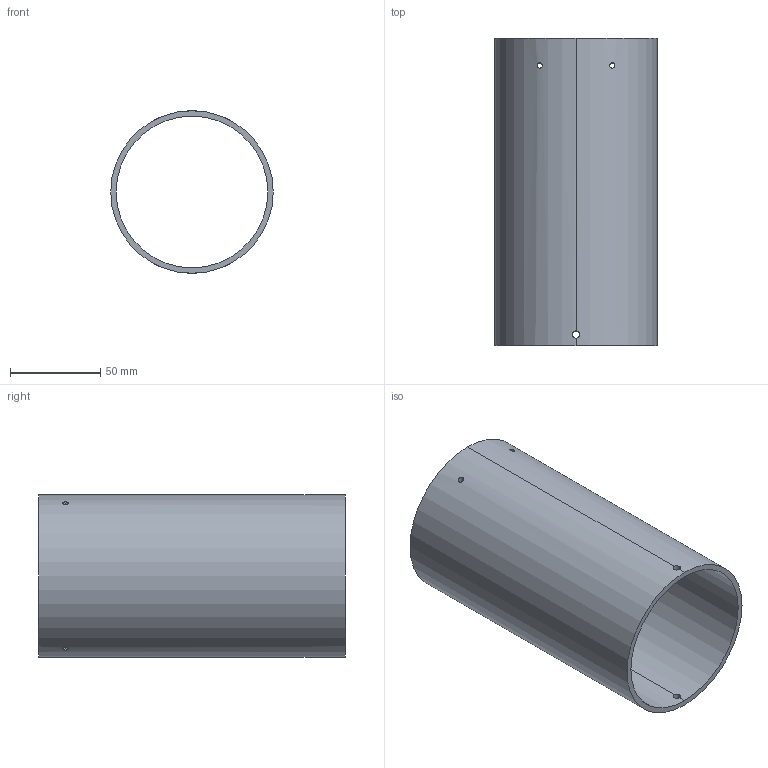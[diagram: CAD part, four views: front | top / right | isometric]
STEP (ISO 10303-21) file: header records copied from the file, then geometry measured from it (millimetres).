
FILE_DESCRIPTION (( 'STEP AP214' ), '1' );
FILE_NAME ('OA-Y40-P09-00.STEP', '2018-10-14T12:32:20', ( '' ), ( '' ), 'SwSTEP 2.0', 'SolidWorks 2014', '' );
FILE_SCHEMA (( 'AUTOMOTIVE_DESIGN' ));
Length unit declared in the file: millimetre
Products named in the file (1): OA-Y40-P09-00
Bounding box: 90 x 170 x 90 mm (x, y, z)
Volume: 139221.5 mm3; surface area: 94657.1 mm2
Topology: 1 solids, 1 shells, 18 faces, 60 edges, 40 vertices
Faces by surface type: cylinder 16, plane 2
Entity records: 1270 total; most frequent: CARTESIAN_POINT 739, ORIENTED_EDGE 120, DIRECTION 74, EDGE_CURVE 60, VERTEX_POINT 40, B_SPLINE_CURVE_WITH_KNOTS 32, EDGE_LOOP 28, AXIS2_PLACEMENT_3D 27
